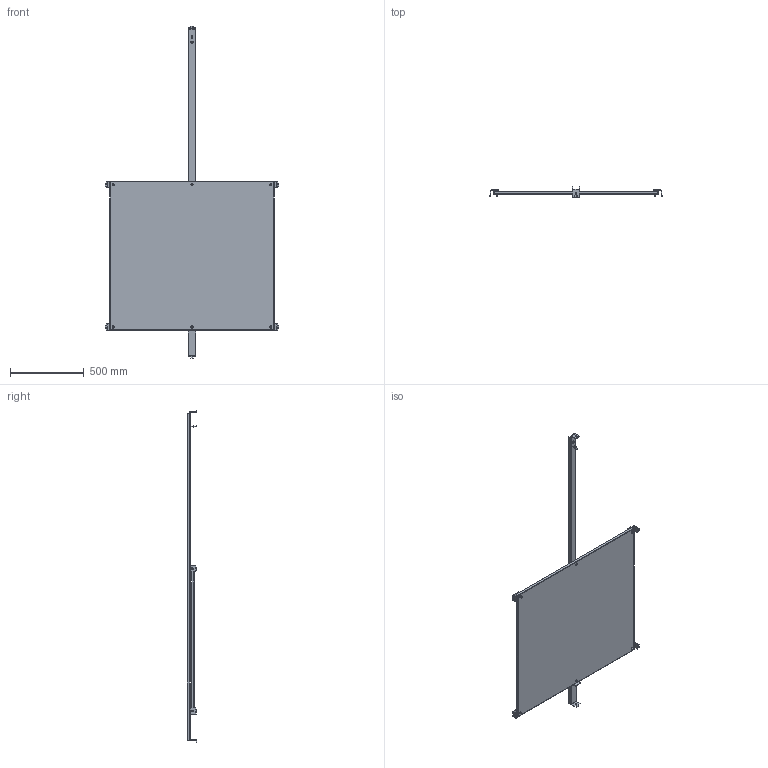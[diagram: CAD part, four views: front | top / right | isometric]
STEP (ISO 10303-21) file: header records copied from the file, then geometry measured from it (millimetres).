
FILE_DESCRIPTION (( 'STEP AP203' ), '1' );
FILE_NAME ('90BWHWG_Default.step', '2019-09-13T18:16:13', ( '' ), ( '' ), 'SwSTEP 2.0', 'SolidWorks 2018', '' );
FILE_SCHEMA (( 'CONFIG_CONTROL_DESIGN' ));
Length unit declared in the file: inch
Products named in the file (1): 90BWHWG_Default
Bounding box: 1183.18 x 65.86 x 2258.21 mm (x, y, z)
Volume: 3621067.1 mm3; surface area: 2887911.1 mm2
Topology: 14 solids, 14 shells, 305 faces, 707 edges, 442 vertices
Faces by surface type: plane 152, cylinder 105, bspline 36, cone 12
Entity records: 9124 total; most frequent: CARTESIAN_POINT 2103, DIRECTION 1469, ORIENTED_EDGE 1414, EDGE_CURVE 707, AXIS2_PLACEMENT_3D 528, VERTEX_POINT 442, LINE 413, VECTOR 413
